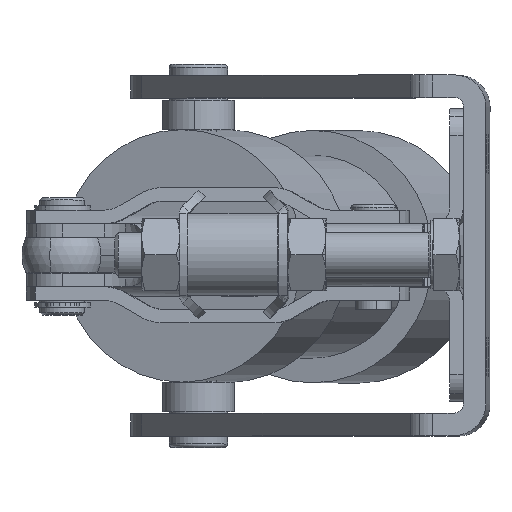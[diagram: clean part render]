
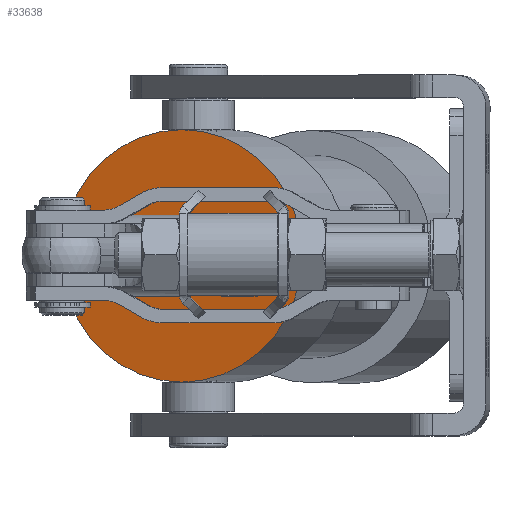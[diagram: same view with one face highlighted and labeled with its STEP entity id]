
A CAD part, top view. The second image highlights one B-rep face of the part: STEP entity #33638.
In plain terms, the highlighted face is planar.
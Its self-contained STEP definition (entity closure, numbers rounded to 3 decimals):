
#32121=CARTESIAN_POINT('',(42.897,21.253,0.0));
#32122=VERTEX_POINT('',#32121);
#32131=CARTESIAN_POINT('',(42.897,-34.747,0.));
#32132=VERTEX_POINT('',#32131);
#32133=CARTESIAN_POINT('',(42.897,-6.747,0.0));
#32134=DIRECTION('',(1.0,0.0,0.0));
#32135=DIRECTION('',(0.0,1.0,0.0));
#32136=AXIS2_PLACEMENT_3D('',#32133,#32134,#32135);
#32137=CIRCLE('',#32136,28.);
#32138=EDGE_CURVE('',#32122,#32132,#32137,.T.);
#32303=CARTESIAN_POINT('',(42.897,2.253,0.0));
#32304=VERTEX_POINT('',#32303);
#32346=CARTESIAN_POINT('',(42.897,-15.747,0.));
#32347=VERTEX_POINT('',#32346);
#32354=CARTESIAN_POINT('',(42.897,-6.747,0.0));
#32355=DIRECTION('',(1.0,0.0,0.0));
#32356=DIRECTION('',(0.0,1.0,0.0));
#32357=AXIS2_PLACEMENT_3D('',#32354,#32355,#32356);
#32358=CIRCLE('',#32357,9.0);
#32359=EDGE_CURVE('',#32304,#32347,#32358,.T.);
#33584=CARTESIAN_POINT('',(42.897,-6.747,0.0));
#33585=DIRECTION('',(1.0,0.0,0.0));
#33586=DIRECTION('',(0.0,1.0,0.0));
#33587=AXIS2_PLACEMENT_3D('',#33584,#33585,#33586);
#33588=CIRCLE('',#33587,9.0);
#33589=EDGE_CURVE('',#32347,#32304,#33588,.T.);
#33619=CARTESIAN_POINT('',(42.897,11.753,0.0));
#33620=DIRECTION('',(-1.0,0.0,0.0));
#33621=DIRECTION('',(0.0,0.0,1.0));
#33622=AXIS2_PLACEMENT_3D('',#33619,#33620,#33621);
#33623=PLANE('',#33622);
#33624=ORIENTED_EDGE('',*,*,#32138,.F.);
#33625=CARTESIAN_POINT('',(42.897,-6.747,0.0));
#33626=DIRECTION('',(1.0,0.0,0.0));
#33627=DIRECTION('',(0.0,1.0,0.0));
#33628=AXIS2_PLACEMENT_3D('',#33625,#33626,#33627);
#33629=CIRCLE('',#33628,28.);
#33630=EDGE_CURVE('',#32132,#32122,#33629,.T.);
#33631=ORIENTED_EDGE('',*,*,#33630,.F.);
#33632=EDGE_LOOP('',(#33624,#33631));
#33633=FACE_OUTER_BOUND('',#33632,.T.);
#33634=ORIENTED_EDGE('',*,*,#32359,.T.);
#33635=ORIENTED_EDGE('',*,*,#33589,.T.);
#33636=EDGE_LOOP('',(#33634,#33635));
#33637=FACE_BOUND('',#33636,.T.);
#33638=ADVANCED_FACE('',(#33633,#33637),#33623,.T.);
